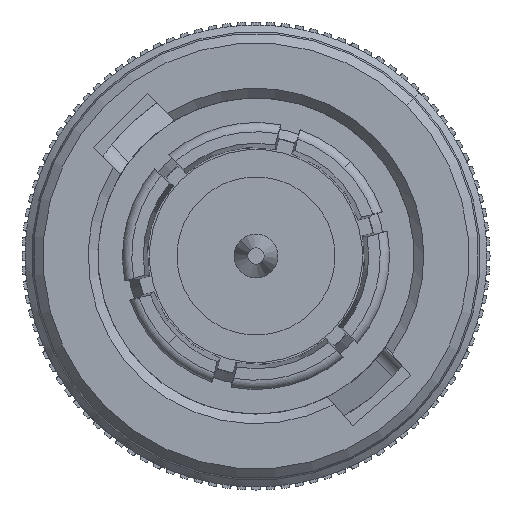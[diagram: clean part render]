
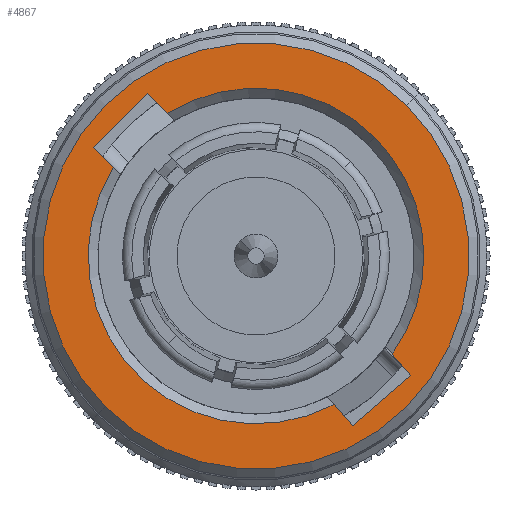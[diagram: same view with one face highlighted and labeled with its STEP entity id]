
A CAD part, left-side view. The second image highlights one B-rep face of the part: STEP entity #4867.
In plain terms, the highlighted planar face has unit normal (-1, 0, 0).
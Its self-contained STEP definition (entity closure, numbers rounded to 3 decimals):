
#907 = DIRECTION ( 'NONE',  ( 0., -0.707, 0.707 ) ) ;
#3926 = CARTESIAN_POINT ( 'NONE',  ( -0.3, -3.832, -2.59 ) ) ;
#4100 = CARTESIAN_POINT ( 'NONE',  ( -0.3, 0., 0. ) ) ;
#4267 = LINE ( 'NONE', #3926, #17157 ) ;
#4867 = ADVANCED_FACE ( 'NONE', ( #26849, #47901 ), #43080, .T. ) ;
#5401 = DIRECTION ( 'NONE',  ( 0., -0.656, -0.755 ) ) ;
#5749 = VECTOR ( 'NONE', #26475, 1000. ) ;
#5843 = VERTEX_POINT ( 'NONE', #19288 ) ;
#6072 = CARTESIAN_POINT ( 'NONE',  ( -0.3, 0., 0. ) ) ;
#7926 = EDGE_CURVE ( 'NONE', #61174, #11509, #4267, .T. ) ;
#8206 = ORIENTED_EDGE ( 'NONE', *, *, #43255, .T. ) ;
#8465 = ORIENTED_EDGE ( 'NONE', *, *, #9226, .T. ) ;
#9210 = LINE ( 'NONE', #56867, #45842 ) ;
#9226 = EDGE_CURVE ( 'NONE', #51993, #43082, #40640, .T. ) ;
#10253 = DIRECTION ( 'NONE',  ( -1., 0., 0. ) ) ;
#10559 = AXIS2_PLACEMENT_3D ( 'NONE', #64122, #10253, #16787 ) ;
#10821 = AXIS2_PLACEMENT_3D ( 'NONE', #50497, #15805, #57944 ) ;
#10932 = CIRCLE ( 'NONE', #58341, 5.2 ) ;
#11026 = CARTESIAN_POINT ( 'NONE',  ( -0.3, -4.221, -3.038 ) ) ;
#11509 = VERTEX_POINT ( 'NONE', #25984 ) ;
#11595 = CARTESIAN_POINT ( 'NONE',  ( -0.3, -2.032, -4.155 ) ) ;
#13698 = LINE ( 'NONE', #55838, #5749 ) ;
#15391 = EDGE_CURVE ( 'NONE', #5843, #52217, #46811, .T. ) ;
#15805 = DIRECTION ( 'NONE',  ( -1., 0., 0. ) ) ;
#16021 = DIRECTION ( 'NONE',  ( 0., 0.707, 0.707 ) ) ;
#16787 = DIRECTION ( 'NONE',  ( 0., -0.707, 0.707 ) ) ;
#17157 = VECTOR ( 'NONE', #19480, 1000. ) ;
#18346 = ORIENTED_EDGE ( 'NONE', *, *, #37742, .T. ) ;
#19042 = DIRECTION ( 'NONE',  ( 0., -0.707, 0.707 ) ) ;
#19288 = CARTESIAN_POINT ( 'NONE',  ( -0.3, 4.422, 2.736 ) ) ;
#19480 = DIRECTION ( 'NONE',  ( 0., -0.656, -0.755 ) ) ;
#20294 = DIRECTION ( 'NONE',  ( 0., 0.707, 0.707 ) ) ;
#20527 = VERTEX_POINT ( 'NONE', #40977 ) ;
#20869 = EDGE_LOOP ( 'NONE', ( #8206, #8465 ) ) ;
#21402 = DIRECTION ( 'NONE',  ( 0., -0.707, 0.707 ) ) ;
#25984 = CARTESIAN_POINT ( 'NONE',  ( -0.3, -4.797, -3.701 ) ) ;
#26475 = DIRECTION ( 'NONE',  ( 0., -0.707, 0.707 ) ) ;
#26849 = FACE_OUTER_BOUND ( 'NONE', #20869, .T. ) ;
#27173 = DIRECTION ( 'NONE',  ( -1., 0., 0. ) ) ;
#28208 = CARTESIAN_POINT ( 'NONE',  ( -0.3, -2.997, -5.265 ) ) ;
#30448 = CARTESIAN_POINT ( 'NONE',  ( -0.3, 0., 0. ) ) ;
#32012 = EDGE_LOOP ( 'NONE', ( #34899, #40941, #45359, #51979, #41701, #49499, #18346, #67256, #46976 ) ) ;
#32927 = CARTESIAN_POINT ( 'NONE',  ( -0.3, 5.043, 3.357 ) ) ;
#34109 = CARTESIAN_POINT ( 'NONE',  ( -0.3, -4.667, 4.667 ) ) ;
#34899 = ORIENTED_EDGE ( 'NONE', *, *, #43130, .F. ) ;
#37612 = CARTESIAN_POINT ( 'NONE',  ( -0.3, -2.997, -5.265 ) ) ;
#37742 = EDGE_CURVE ( 'NONE', #65308, #61174, #10932, .T. ) ;
#38683 = CARTESIAN_POINT ( 'NONE',  ( -0.3, 3.357, 5.043 ) ) ;
#39232 = EDGE_CURVE ( 'NONE', #40783, #5843, #40435, .T. ) ;
#40435 = CIRCLE ( 'NONE', #45943, 5.2 ) ;
#40640 = CIRCLE ( 'NONE', #10821, 6.6 ) ;
#40783 = VERTEX_POINT ( 'NONE', #50996 ) ;
#40941 = ORIENTED_EDGE ( 'NONE', *, *, #39232, .T. ) ;
#40977 = CARTESIAN_POINT ( 'NONE',  ( -0.3, 2.736, 4.422 ) ) ;
#41631 = EDGE_CURVE ( 'NONE', #58989, #11509, #52788, .T. ) ;
#41701 = ORIENTED_EDGE ( 'NONE', *, *, #54570, .F. ) ;
#43080 = PLANE ( 'NONE',  #10559 ) ;
#43082 = VERTEX_POINT ( 'NONE', #52378 ) ;
#43123 = DIRECTION ( 'NONE',  ( 0., -0.755, 0.656 ) ) ;
#43130 = EDGE_CURVE ( 'NONE', #40783, #58989, #58906, .T. ) ;
#43255 = EDGE_CURVE ( 'NONE', #43082, #51993, #47350, .T. ) ;
#43874 = EDGE_CURVE ( 'NONE', #20527, #65308, #48566, .T. ) ;
#44952 = VECTOR ( 'NONE', #43123, 1000. ) ;
#45359 = ORIENTED_EDGE ( 'NONE', *, *, #15391, .T. ) ;
#45646 = DIRECTION ( 'NONE',  ( 1., 0., 0. ) ) ;
#45842 = VECTOR ( 'NONE', #20294, 1000. ) ;
#45943 = AXIS2_PLACEMENT_3D ( 'NONE', #4100, #61072, #61760 ) ;
#46811 = LINE ( 'NONE', #63358, #49964 ) ;
#46976 = ORIENTED_EDGE ( 'NONE', *, *, #41631, .F. ) ;
#47298 = EDGE_CURVE ( 'NONE', #52217, #62390, #13698, .T. ) ;
#47350 = CIRCLE ( 'NONE', #60576, 6.6 ) ;
#47901 = FACE_BOUND ( 'NONE', #32012, .T. ) ;
#48473 = VECTOR ( 'NONE', #5401, 1000. ) ;
#48566 = CIRCLE ( 'NONE', #67323, 5.2 ) ;
#49499 = ORIENTED_EDGE ( 'NONE', *, *, #43874, .T. ) ;
#49964 = VECTOR ( 'NONE', #16021, 1000. ) ;
#50497 = CARTESIAN_POINT ( 'NONE',  ( -0.3, 0., 0. ) ) ;
#50996 = CARTESIAN_POINT ( 'NONE',  ( -0.3, -2.421, -4.602 ) ) ;
#51979 = ORIENTED_EDGE ( 'NONE', *, *, #47298, .T. ) ;
#51993 = VERTEX_POINT ( 'NONE', #34109 ) ;
#52217 = VERTEX_POINT ( 'NONE', #32927 ) ;
#52378 = CARTESIAN_POINT ( 'NONE',  ( -0.3, 4.667, -4.667 ) ) ;
#52788 = LINE ( 'NONE', #37612, #44952 ) ;
#54570 = EDGE_CURVE ( 'NONE', #20527, #62390, #9210, .T. ) ;
#55838 = CARTESIAN_POINT ( 'NONE',  ( -0.3, 5.043, 3.357 ) ) ;
#56867 = CARTESIAN_POINT ( 'NONE',  ( -0.3, 2.317, 4.003 ) ) ;
#57944 = DIRECTION ( 'NONE',  ( 0., -0.707, 0.707 ) ) ;
#58341 = AXIS2_PLACEMENT_3D ( 'NONE', #62522, #63203, #21402 ) ;
#58906 = LINE ( 'NONE', #11595, #48473 ) ;
#58989 = VERTEX_POINT ( 'NONE', #28208 ) ;
#60576 = AXIS2_PLACEMENT_3D ( 'NONE', #6072, #27173, #907 ) ;
#61072 = DIRECTION ( 'NONE',  ( 1., 0., 0. ) ) ;
#61174 = VERTEX_POINT ( 'NONE', #11026 ) ;
#61760 = DIRECTION ( 'NONE',  ( 0., -0.707, 0.707 ) ) ;
#62390 = VERTEX_POINT ( 'NONE', #38683 ) ;
#62522 = CARTESIAN_POINT ( 'NONE',  ( -0.3, 0., 0. ) ) ;
#63203 = DIRECTION ( 'NONE',  ( 1., 0., 0. ) ) ;
#63358 = CARTESIAN_POINT ( 'NONE',  ( -0.3, 4.003, 2.317 ) ) ;
#63830 = CARTESIAN_POINT ( 'NONE',  ( -0.3, -3.677, 3.677 ) ) ;
#64122 = CARTESIAN_POINT ( 'NONE',  ( -0.3, 3.748, 3.748 ) ) ;
#65308 = VERTEX_POINT ( 'NONE', #63830 ) ;
#67256 = ORIENTED_EDGE ( 'NONE', *, *, #7926, .T. ) ;
#67323 = AXIS2_PLACEMENT_3D ( 'NONE', #30448, #45646, #19042 ) ;
